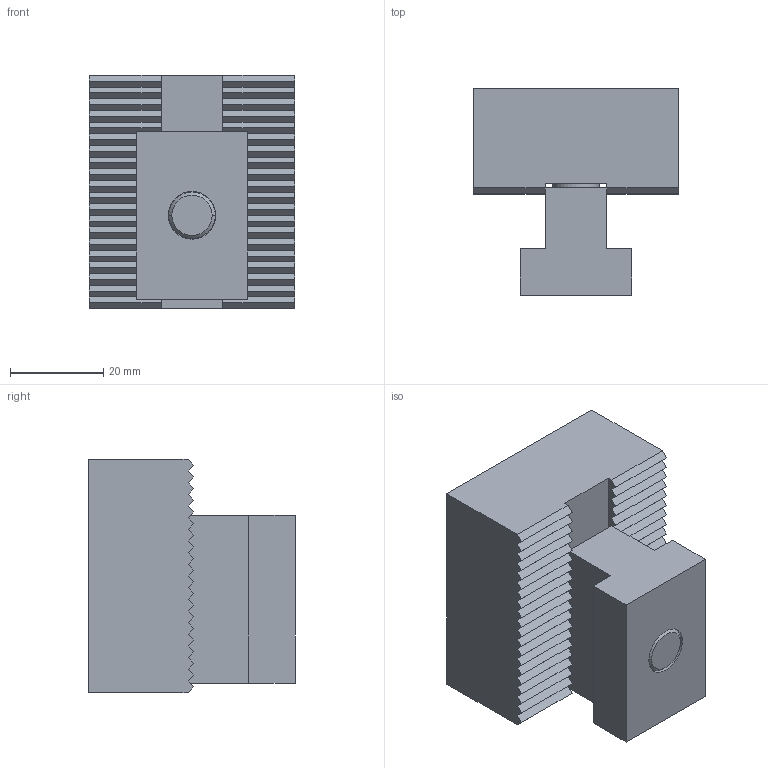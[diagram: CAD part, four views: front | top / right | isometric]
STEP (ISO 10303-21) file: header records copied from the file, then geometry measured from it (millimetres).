
FILE_DESCRIPTION(('STEP AP214'),'1');
FILE_NAME('HALDERV_EH_1586_051.stp','2017-08-30T11:17:47',('TraceParts'),('TraceParts S.A.'),'Spatial InterOp 3D',' ',' ');
FILE_SCHEMA(('automotive_design'));
Length unit declared in the file: millimetre
Products named in the file (3): HALDERV_EH_1586_051_1; HALDERV_EH_1586_051_2; HALDERV_EH_1586_051_3
Bounding box: 44 x 44.5 x 50 mm (x, y, z)
Volume: 61693.5 mm3; surface area: 16807.6 mm2
Topology: 3 solids, 3 shells, 123 faces, 341 edges, 227 vertices
Faces by surface type: plane 109, cylinder 10, torus 2, cone 2
Entity records: 4914 total; most frequent: CARTESIAN_POINT 694, ORIENTED_EDGE 682, DIRECTION 622, EDGE_CURVE 341, LINE 312, VECTOR 312, VERTEX_POINT 227, AXIS2_PLACEMENT_3D 155
